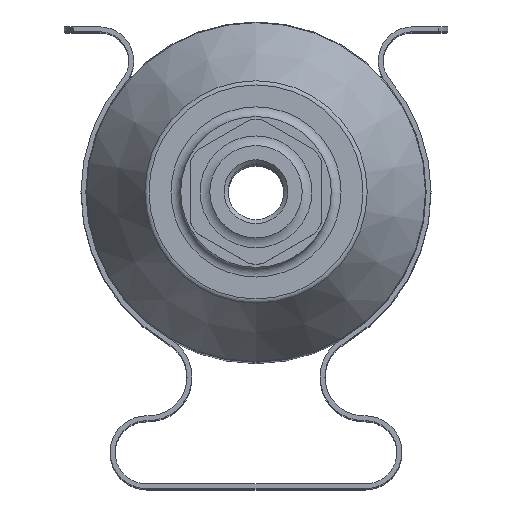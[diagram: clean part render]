
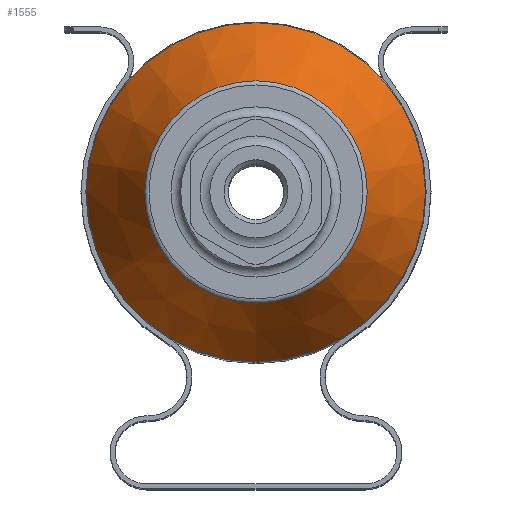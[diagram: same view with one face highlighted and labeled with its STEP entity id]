
A CAD part, top view. The second image highlights one B-rep face of the part: STEP entity #1555.
In plain terms, the highlighted conical face has half-angle 30 degrees and reference radius 34.866 mm.
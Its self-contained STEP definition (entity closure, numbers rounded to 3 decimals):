
#53=CONICAL_SURFACE('',#1744,34.866,0.524);
#152=CIRCLE('',#1743,34.866);
#153=CIRCLE('',#1745,22.876);
#351=ORIENTED_EDGE('',*,*,#711,.T.);
#352=ORIENTED_EDGE('',*,*,#710,.F.);
#710=EDGE_CURVE('',#896,#896,#152,.T.);
#711=EDGE_CURVE('',#897,#897,#153,.T.);
#896=VERTEX_POINT('',#2608);
#897=VERTEX_POINT('',#2611);
#1238=EDGE_LOOP('',(#351));
#1239=EDGE_LOOP('',(#352));
#1392=FACE_BOUND('',#1238,.T.);
#1393=FACE_BOUND('',#1239,.T.);
#1555=ADVANCED_FACE('',(#1392,#1393),#53,.T.);
#1743=AXIS2_PLACEMENT_3D('',#2607,#2107,#2108);
#1744=AXIS2_PLACEMENT_3D('',#2609,#2109,#2110);
#1745=AXIS2_PLACEMENT_3D('',#2610,#2111,#2112);
#2107=DIRECTION('',(0.,0.,-1.));
#2108=DIRECTION('',(0.,1.,0.));
#2109=DIRECTION('',(0.,0.,-1.));
#2110=DIRECTION('',(0.,1.,0.));
#2111=DIRECTION('',(0.,0.,-1.));
#2112=DIRECTION('',(0.,1.,0.));
#2607=CARTESIAN_POINT('',(0.,0.,79.732));
#2608=CARTESIAN_POINT('',(0.,34.866,79.732));
#2609=CARTESIAN_POINT('',(0.,0.,79.732));
#2610=CARTESIAN_POINT('',(0.,0.,100.5));
#2611=CARTESIAN_POINT('',(0.,22.876,100.5));
